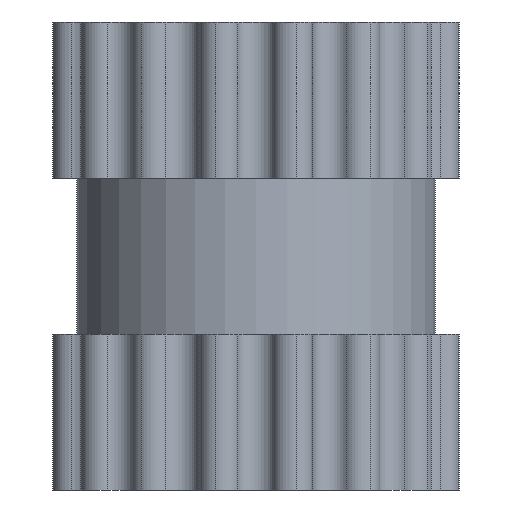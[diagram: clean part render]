
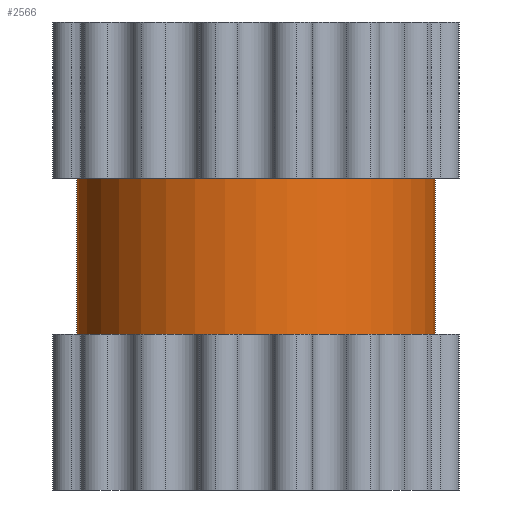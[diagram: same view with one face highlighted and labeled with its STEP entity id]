
A CAD part, front view. The second image highlights one B-rep face of the part: STEP entity #2566.
In plain terms, the highlighted cylindrical face has radius 2.3 mm (diameter 4.6 mm), a full revolution.
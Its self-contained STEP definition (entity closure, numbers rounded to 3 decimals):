
#1251 = EDGE_CURVE('',#1252,#1252,#1254,.T.);
#1252 = VERTEX_POINT('',#1253);
#1253 = CARTESIAN_POINT('',(2.3,0.,2.));
#1254 = CIRCLE('',#1255,2.3);
#1255 = AXIS2_PLACEMENT_3D('',#1256,#1257,#1258);
#1256 = CARTESIAN_POINT('',(0.,0.,2.));
#1257 = DIRECTION('',(0.,0.,1.));
#1258 = DIRECTION('',(1.,0.,0.));
#2566 = ADVANCED_FACE('',(#2567),#2586,.T.);
#2567 = FACE_BOUND('',#2568,.T.);
#2568 = EDGE_LOOP('',(#2569,#2577,#2578,#2579));
#2569 = ORIENTED_EDGE('',*,*,#2570,.T.);
#2570 = EDGE_CURVE('',#2571,#1252,#2573,.T.);
#2571 = VERTEX_POINT('',#2572);
#2572 = CARTESIAN_POINT('',(2.3,0.,4.));
#2573 = LINE('',#2574,#2575);
#2574 = CARTESIAN_POINT('',(2.3,0.,4.));
#2575 = VECTOR('',#2576,1.);
#2576 = DIRECTION('',(-0.,-0.,-1.));
#2577 = ORIENTED_EDGE('',*,*,#1251,.T.);
#2578 = ORIENTED_EDGE('',*,*,#2570,.F.);
#2579 = ORIENTED_EDGE('',*,*,#2580,.F.);
#2580 = EDGE_CURVE('',#2571,#2571,#2581,.T.);
#2581 = CIRCLE('',#2582,2.3);
#2582 = AXIS2_PLACEMENT_3D('',#2583,#2584,#2585);
#2583 = CARTESIAN_POINT('',(0.,0.,4.));
#2584 = DIRECTION('',(0.,0.,1.));
#2585 = DIRECTION('',(1.,0.,0.));
#2586 = CYLINDRICAL_SURFACE('',#2587,2.3);
#2587 = AXIS2_PLACEMENT_3D('',#2588,#2589,#2590);
#2588 = CARTESIAN_POINT('',(0.,0.,4.));
#2589 = DIRECTION('',(0.,0.,1.));
#2590 = DIRECTION('',(1.,0.,0.));
